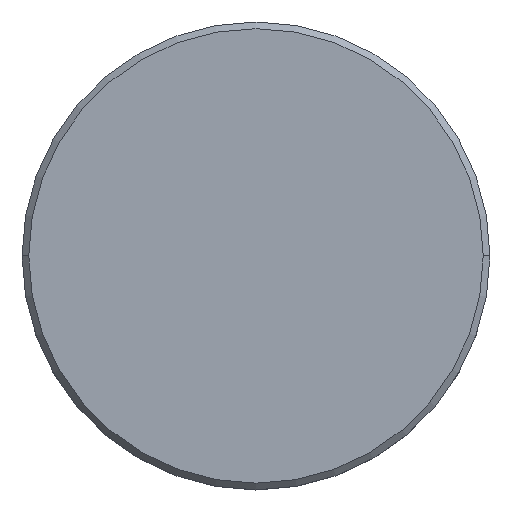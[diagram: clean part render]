
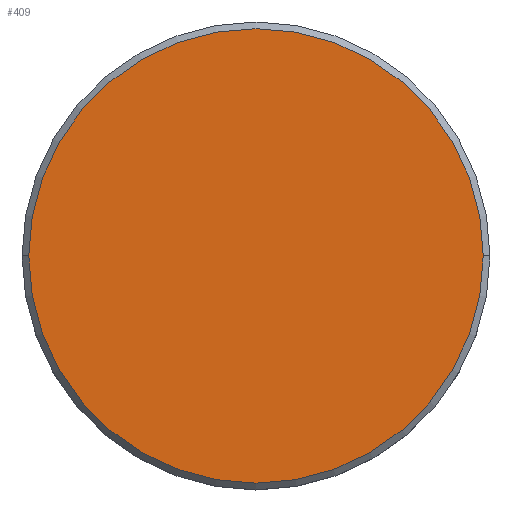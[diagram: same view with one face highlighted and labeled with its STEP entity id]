
A CAD part, top view. The second image highlights one B-rep face of the part: STEP entity #409.
In plain terms, the highlighted planar face has unit normal (0, 0, 1).
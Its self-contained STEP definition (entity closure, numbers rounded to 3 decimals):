
#30 = CARTESIAN_POINT ( 'NONE',  ( 0., 0., 0. ) ) ;
#40 = CARTESIAN_POINT ( 'NONE',  ( 17., 0., 0. ) ) ;
#100 = AXIS2_PLACEMENT_3D ( 'NONE', #1042, #575, #608 ) ;
#108 = AXIS2_PLACEMENT_3D ( 'NONE', #30, #1127, #135 ) ;
#128 = VERTEX_POINT ( 'NONE', #40 ) ;
#135 = DIRECTION ( 'NONE',  ( 1., 0., 0. ) ) ;
#182 = VERTEX_POINT ( 'NONE', #879 ) ;
#273 = DIRECTION ( 'NONE',  ( 1., 0., 0. ) ) ;
#359 = DIRECTION ( 'NONE',  ( 0., 0., 1. ) ) ;
#387 = CIRCLE ( 'NONE', #100, 17. ) ;
#409 = ADVANCED_FACE ( 'NONE', ( #728 ), #457, .T. ) ;
#457 = PLANE ( 'NONE',  #947 ) ;
#572 = EDGE_CURVE ( 'NONE', #182, #128, #387, .T. ) ;
#575 = DIRECTION ( 'NONE',  ( 0., 0., 1. ) ) ;
#608 = DIRECTION ( 'NONE',  ( 1., 0., 0. ) ) ;
#638 = CARTESIAN_POINT ( 'NONE',  ( 0., 0., 0. ) ) ;
#728 = FACE_OUTER_BOUND ( 'NONE', #932, .T. ) ;
#832 = ORIENTED_EDGE ( 'NONE', *, *, #1015, .T. ) ;
#879 = CARTESIAN_POINT ( 'NONE',  ( -17., 0., 0. ) ) ;
#932 = EDGE_LOOP ( 'NONE', ( #1044, #832 ) ) ;
#947 = AXIS2_PLACEMENT_3D ( 'NONE', #638, #359, #273 ) ;
#1015 = EDGE_CURVE ( 'NONE', #128, #182, #1047, .T. ) ;
#1042 = CARTESIAN_POINT ( 'NONE',  ( 0., 0., 0. ) ) ;
#1044 = ORIENTED_EDGE ( 'NONE', *, *, #572, .T. ) ;
#1047 = CIRCLE ( 'NONE', #108, 17. ) ;
#1127 = DIRECTION ( 'NONE',  ( 0., 0., 1. ) ) ;
